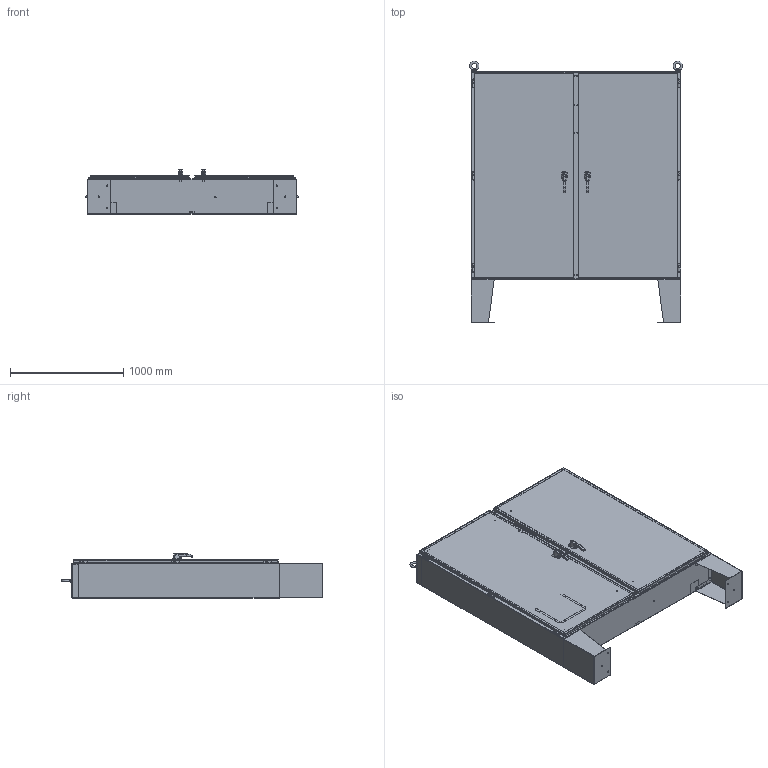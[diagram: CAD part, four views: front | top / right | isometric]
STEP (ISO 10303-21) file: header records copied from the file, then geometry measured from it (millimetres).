
FILE_DESCRIPTION (( 'STEP AP214' ), '1' );
FILE_NAME ('2UDCP727312FFTC.STEP', '2019-07-19T17:02:19', ( '' ), ( '' ), 'SwSTEP 2.0', 'SolidWorks 2018', '' );
FILE_SCHEMA (( 'AUTOMOTIVE_DESIGN' ));
Length unit declared in the file: inch
Products named in the file (1): 2UDCP727312FFTC
Bounding box: 1879.47 x 2306.23 x 392.81 mm (x, y, z)
Volume: 75859371.1 mm3; surface area: 30299756.2 mm2
Topology: 178 solids, 178 shells, 2694 faces, 6418 edges, 4121 vertices
Faces by surface type: plane 1564, cylinder 810, bspline 173, cone 138, torus 9
Full cylindrical faces by diameter (mm): 3.68 x1, 4.249 x2, 4.394 x2, 4.75 x3, 4.775 x4, 4.928 x1, 4.976 x5, 5.004 x1, 5.105 x6, 5.842 x2, 5.893 x2, 5.918 x2, 6.248 x6, 6.35 x37, 6.477 x3, 6.528 x8, 6.756 x1, 7.112 x10, 7.137 x18, 7.163 x1, 7.366 x3, 7.442 x6, 7.805 x10, 7.937 x6, 7.95 x16, 8.128 x2, 8.255 x2, 8.331 x6, 8.382 x8, 8.855 x1
Entity records: 131411 total; most frequent: CARTESIAN_POINT 35360, DIRECTION 11810, ORIENTED_EDGE 11810, EDGE_CURVE 5905, AXIS2_PLACEMENT_3D 4213, VERTEX_POINT 4091, EDGE_LOOP 3558, VECTOR 3384
